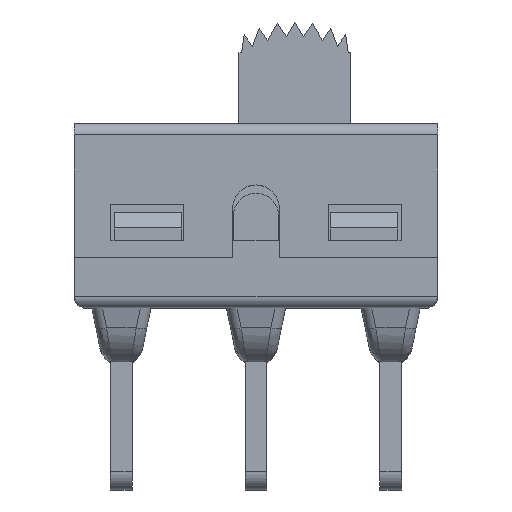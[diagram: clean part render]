
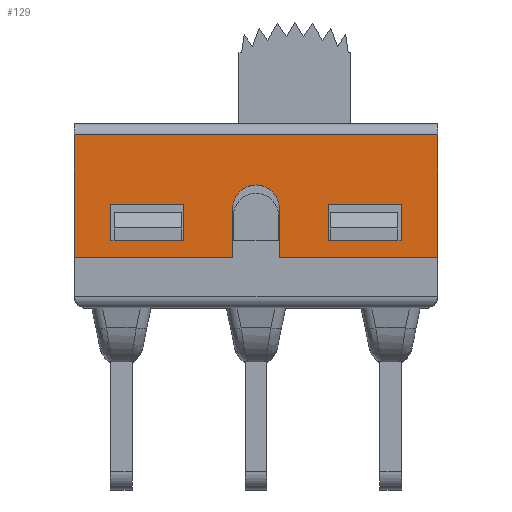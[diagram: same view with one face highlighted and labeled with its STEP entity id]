
A CAD part, top view. The second image highlights one B-rep face of the part: STEP entity #129.
In plain terms, the highlighted planar face has unit normal (0, 0, 1).
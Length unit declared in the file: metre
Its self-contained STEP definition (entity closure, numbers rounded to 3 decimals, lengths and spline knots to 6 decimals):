
#129 = ADVANCED_FACE( '', ( #568, #569, #570 ), #571, .F. );
#568 = FACE_OUTER_BOUND( '', #1547, .T. );
#569 = FACE_BOUND( '', #1548, .T. );
#570 = FACE_BOUND( '', #1549, .T. );
#571 = PLANE( '', #1550 );
#1547 = EDGE_LOOP( '', ( #3784, #3785, #3786, #3787, #3788, #3789, #3790, #3791 ) );
#1548 = EDGE_LOOP( '', ( #3792, #3793, #3794, #3795, #3796, #3797 ) );
#1549 = EDGE_LOOP( '', ( #3798, #3799, #3800, #3801, #3802, #3803 ) );
#1550 = AXIS2_PLACEMENT_3D( '', #3804, #3805, #3806 );
#3784 = ORIENTED_EDGE( '', *, *, #6423, .F. );
#3785 = ORIENTED_EDGE( '', *, *, #6417, .F. );
#3786 = ORIENTED_EDGE( '', *, *, #6420, .F. );
#3787 = ORIENTED_EDGE( '', *, *, #6428, .F. );
#3788 = ORIENTED_EDGE( '', *, *, #6426, .T. );
#3789 = ORIENTED_EDGE( '', *, *, #6429, .T. );
#3790 = ORIENTED_EDGE( '', *, *, #6430, .F. );
#3791 = ORIENTED_EDGE( '', *, *, #6431, .T. );
#3792 = ORIENTED_EDGE( '', *, *, #6432, .F. );
#3793 = ORIENTED_EDGE( '', *, *, #6433, .T. );
#3794 = ORIENTED_EDGE( '', *, *, #6434, .T. );
#3795 = ORIENTED_EDGE( '', *, *, #6401, .T. );
#3796 = ORIENTED_EDGE( '', *, *, #6435, .T. );
#3797 = ORIENTED_EDGE( '', *, *, #6436, .T. );
#3798 = ORIENTED_EDGE( '', *, *, #6437, .F. );
#3799 = ORIENTED_EDGE( '', *, *, #6358, .T. );
#3800 = ORIENTED_EDGE( '', *, *, #6232, .T. );
#3801 = ORIENTED_EDGE( '', *, *, #6438, .T. );
#3802 = ORIENTED_EDGE( '', *, *, #6439, .T. );
#3803 = ORIENTED_EDGE( '', *, *, #6440, .T. );
#3804 = CARTESIAN_POINT( '', ( 0.00635, 0.006045, 0.003302 ) );
#3805 = DIRECTION( '', ( 0., 0., -1. ) );
#3806 = DIRECTION( '', ( 0., -1., 0. ) );
#6232 = EDGE_CURVE( '', #7438, #7443, #7445, .T. );
#6358 = EDGE_CURVE( '', #7666, #7438, #7667, .T. );
#6401 = EDGE_CURVE( '', #7737, #7742, #7744, .T. );
#6417 = EDGE_CURVE( '', #7772, #7767, #7774, .T. );
#6420 = EDGE_CURVE( '', #7777, #7772, #7779, .T. );
#6423 = EDGE_CURVE( '', #7767, #7780, #7784, .T. );
#6426 = EDGE_CURVE( '', #7790, #7788, #7791, .T. );
#6428 = EDGE_CURVE( '', #7790, #7777, #7793, .T. );
#6429 = EDGE_CURVE( '', #7788, #7794, #7795, .T. );
#6430 = EDGE_CURVE( '', #7796, #7794, #7797, .T. );
#6431 = EDGE_CURVE( '', #7796, #7780, #7798, .T. );
#6432 = EDGE_CURVE( '', #7799, #7800, #7801, .T. );
#6433 = EDGE_CURVE( '', #7799, #7802, #7803, .T. );
#6434 = EDGE_CURVE( '', #7802, #7737, #7804, .T. );
#6435 = EDGE_CURVE( '', #7742, #7805, #7806, .T. );
#6436 = EDGE_CURVE( '', #7805, #7800, #7807, .T. );
#6437 = EDGE_CURVE( '', #7666, #7808, #7809, .T. );
#6438 = EDGE_CURVE( '', #7443, #7810, #7811, .T. );
#6439 = EDGE_CURVE( '', #7810, #7812, #7813, .T. );
#6440 = EDGE_CURVE( '', #7812, #7808, #7814, .T. );
#7438 = VERTEX_POINT( '', #9431 );
#7443 = VERTEX_POINT( '', #9438 );
#7445 = LINE( '', #9441, #9442 );
#7666 = VERTEX_POINT( '', #9946 );
#7667 = LINE( '', #9947, #9948 );
#7737 = VERTEX_POINT( '', #10070 );
#7742 = VERTEX_POINT( '', #10077 );
#7744 = LINE( '', #10080, #10081 );
#7767 = VERTEX_POINT( '', #10129 );
#7772 = VERTEX_POINT( '', #10136 );
#7774 = LINE( '', #10139, #10140 );
#7777 = VERTEX_POINT( '', #10144 );
#7779 = LINE( '', #10147, #10148 );
#7780 = VERTEX_POINT( '', #10149 );
#7784 = CIRCLE( '', #10154, 0.000813 );
#7788 = VERTEX_POINT( '', #10159 );
#7790 = VERTEX_POINT( '', #10161 );
#7791 = LINE( '', #10162, #10163 );
#7793 = LINE( '', #10165, #10166 );
#7794 = VERTEX_POINT( '', #10167 );
#7795 = LINE( '', #10168, #10169 );
#7796 = VERTEX_POINT( '', #10170 );
#7797 = LINE( '', #10171, #10172 );
#7798 = LINE( '', #10173, #10174 );
#7799 = VERTEX_POINT( '', #10175 );
#7800 = VERTEX_POINT( '', #10176 );
#7801 = LINE( '', #10177, #10178 );
#7802 = VERTEX_POINT( '', #10179 );
#7803 = LINE( '', #10180, #10181 );
#7804 = LINE( '', #10182, #10183 );
#7805 = VERTEX_POINT( '', #10184 );
#7806 = LINE( '', #10185, #10186 );
#7807 = LINE( '', #10187, #10188 );
#7808 = VERTEX_POINT( '', #10189 );
#7809 = LINE( '', #10190, #10191 );
#7810 = VERTEX_POINT( '', #10192 );
#7811 = LINE( '', #10193, #10194 );
#7812 = VERTEX_POINT( '', #10195 );
#7813 = LINE( '', #10196, #10197 );
#7814 = LINE( '', #10198, #10199 );
#9431 = CARTESIAN_POINT( '', ( 0.002515, 0.002337, 0.003302 ) );
#9438 = CARTESIAN_POINT( '', ( 0.002515, 0.003607, 0.003302 ) );
#9441 = CARTESIAN_POINT( '', ( 0.002515, 0.002337, 0.003302 ) );
#9442 = VECTOR( '', #12166, 1. );
#9946 = CARTESIAN_POINT( '', ( 0.002591, 0.002337, 0.003302 ) );
#9947 = CARTESIAN_POINT( '', ( 0.002591, 0.002337, 0.003302 ) );
#9948 = VECTOR( '', #12309, 1. );
#10070 = CARTESIAN_POINT( '', ( -0.00508, 0.003607, 0.003302 ) );
#10077 = CARTESIAN_POINT( '', ( -0.002515, 0.003607, 0.003302 ) );
#10080 = CARTESIAN_POINT( '', ( -0.00508, 0.003607, 0.003302 ) );
#10081 = VECTOR( '', #12351, 1. );
#10129 = CARTESIAN_POINT( '', ( 0.000813, 0.00348, 0.003302 ) );
#10136 = CARTESIAN_POINT( '', ( 0.000813, 0.001753, 0.003302 ) );
#10139 = CARTESIAN_POINT( '', ( 0.000813, 0.001753, 0.003302 ) );
#10140 = VECTOR( '', #12371, 1. );
#10144 = CARTESIAN_POINT( '', ( 0.00635, 0.001753, 0.003302 ) );
#10147 = CARTESIAN_POINT( '', ( 0.00635, 0.001753, 0.003302 ) );
#10148 = VECTOR( '', #12374, 1. );
#10149 = CARTESIAN_POINT( '', ( -0.000813, 0.00348, 0.003302 ) );
#10154 = AXIS2_PLACEMENT_3D( '', #12379, #12380, #12381 );
#10159 = CARTESIAN_POINT( '', ( -0.00635, 0.006045, 0.003302 ) );
#10161 = CARTESIAN_POINT( '', ( 0.00635, 0.006045, 0.003302 ) );
#10162 = CARTESIAN_POINT( '', ( 0.00635, 0.006045, 0.003302 ) );
#10163 = VECTOR( '', #12386, 1. );
#10165 = CARTESIAN_POINT( '', ( 0.00635, 0.006045, 0.003302 ) );
#10166 = VECTOR( '', #12390, 1. );
#10167 = CARTESIAN_POINT( '', ( -0.00635, 0.001753, 0.003302 ) );
#10168 = CARTESIAN_POINT( '', ( -0.00635, 0.006045, 0.003302 ) );
#10169 = VECTOR( '', #12391, 1. );
#10170 = CARTESIAN_POINT( '', ( -0.000813, 0.001753, 0.003302 ) );
#10171 = CARTESIAN_POINT( '', ( -0.000813, 0.001753, 0.003302 ) );
#10172 = VECTOR( '', #12392, 1. );
#10173 = CARTESIAN_POINT( '', ( -0.000813, 0.001753, 0.003302 ) );
#10174 = VECTOR( '', #12393, 1. );
#10175 = CARTESIAN_POINT( '', ( -0.004953, 0.002337, 0.003302 ) );
#10176 = CARTESIAN_POINT( '', ( -0.002591, 0.002337, 0.003302 ) );
#10177 = CARTESIAN_POINT( '', ( -0.004953, 0.002337, 0.003302 ) );
#10178 = VECTOR( '', #12394, 1. );
#10179 = CARTESIAN_POINT( '', ( -0.00508, 0.002337, 0.003302 ) );
#10180 = CARTESIAN_POINT( '', ( -0.004953, 0.002337, 0.003302 ) );
#10181 = VECTOR( '', #12395, 1. );
#10182 = CARTESIAN_POINT( '', ( -0.00508, 0.002337, 0.003302 ) );
#10183 = VECTOR( '', #12396, 1. );
#10184 = CARTESIAN_POINT( '', ( -0.002515, 0.002337, 0.003302 ) );
#10185 = CARTESIAN_POINT( '', ( -0.002515, 0.003607, 0.003302 ) );
#10186 = VECTOR( '', #12397, 1. );
#10187 = CARTESIAN_POINT( '', ( -0.002515, 0.002337, 0.003302 ) );
#10188 = VECTOR( '', #12398, 1. );
#10189 = CARTESIAN_POINT( '', ( 0.004953, 0.002337, 0.003302 ) );
#10190 = CARTESIAN_POINT( '', ( 0.002591, 0.002337, 0.003302 ) );
#10191 = VECTOR( '', #12399, 1. );
#10192 = CARTESIAN_POINT( '', ( 0.00508, 0.003607, 0.003302 ) );
#10193 = CARTESIAN_POINT( '', ( 0.002515, 0.003607, 0.003302 ) );
#10194 = VECTOR( '', #12400, 1. );
#10195 = CARTESIAN_POINT( '', ( 0.00508, 0.002337, 0.003302 ) );
#10196 = CARTESIAN_POINT( '', ( 0.00508, 0.003607, 0.003302 ) );
#10197 = VECTOR( '', #12401, 1. );
#10198 = CARTESIAN_POINT( '', ( 0.00508, 0.002337, 0.003302 ) );
#10199 = VECTOR( '', #12402, 1. );
#12166 = DIRECTION( '', ( 0., 1., 0. ) );
#12309 = DIRECTION( '', ( -1., 0., 0. ) );
#12351 = DIRECTION( '', ( 1., 0., 0. ) );
#12371 = DIRECTION( '', ( 0., 1., 0. ) );
#12374 = DIRECTION( '', ( -1., 0., 0. ) );
#12379 = CARTESIAN_POINT( '', ( 0., 0.00348, 0.003302 ) );
#12380 = DIRECTION( '', ( 0., 0., 1. ) );
#12381 = DIRECTION( '', ( 1., 0., 0. ) );
#12386 = DIRECTION( '', ( -1., 0., 0. ) );
#12390 = DIRECTION( '', ( 0., -1., 0. ) );
#12391 = DIRECTION( '', ( 0., -1., 0. ) );
#12392 = DIRECTION( '', ( -1., 0., 0. ) );
#12393 = DIRECTION( '', ( 0., 1., 0. ) );
#12394 = DIRECTION( '', ( 1., 0., 0. ) );
#12395 = DIRECTION( '', ( -1., 0., 0. ) );
#12396 = DIRECTION( '', ( 0., 1., 0. ) );
#12397 = DIRECTION( '', ( 0., -1., 0. ) );
#12398 = DIRECTION( '', ( -1., 0., 0. ) );
#12399 = DIRECTION( '', ( 1., 0., 0. ) );
#12400 = DIRECTION( '', ( 1., 0., 0. ) );
#12401 = DIRECTION( '', ( 0., -1., 0. ) );
#12402 = DIRECTION( '', ( -1., 0., 0. ) );
